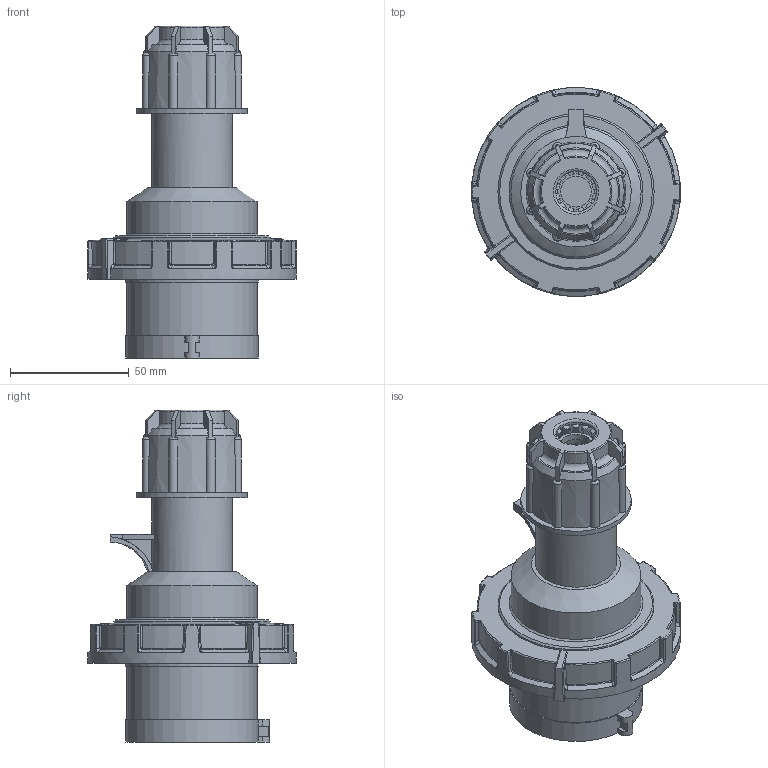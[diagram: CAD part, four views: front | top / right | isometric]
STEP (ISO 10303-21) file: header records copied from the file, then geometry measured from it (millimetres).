
FILE_DESCRIPTION (( 'STEP AP203' ), '1' );
FILE_NAME ('ps-0152-16-380.ÃÌ Âèëêà ïåðåíîñíàÿ 0152 3Ð+ÐÅ+N 16À 380Â IP67 EKF PROxima.STEP', '2025-10-24T08:13:25', ( '' ), ( '' ), 'SwSTEP 2.0', 'SolidWorks 2021', '' );
FILE_SCHEMA (( 'CONFIG_CONTROL_DESIGN' ));
Length unit declared in the file: millimetre
Products named in the file (8): ps-0152-16-380.ÃÌ Âèëêà ïåðåíîñíàÿ 0152 3Ð+ÐÅ+N 16À 380Â IP67 EKF PROxima; Êîïèÿ Çàæèìíàÿ ãàéêà^ps-0152-16-380.ÃÌ Âèëêà ïåðåíîñíàÿ 0152 3Ð+ÐÅ+N 16À 380Â IP67 EKF PROxima_00; Êîïèÿ êîðïóñ^ps-0152-16-380.ÃÌ Âèëêà ïåðåíîñíàÿ 0152 3Ð+ÐÅ+N 16À 380Â IP67 EKF PROxima_00; Êîïèÿ çàæèì^ps-0152-16-380.ÃÌ Âèëêà ïåðåíîñíàÿ 0152 3Ð+ÐÅ+N 16À 380Â IP67 EKF PROxima_00; Êîïèÿ çàùèòíîå êîëüöî^ps-0152-16-380.ÃÌ Âèëêà ïåðåíîñíàÿ 0152 3Ð+ÐÅ+N 16À 380Â IP67 EKF PROxima; Êîïèÿ ïðîêëàäêà ñàëüíèêà^ps-0152-16-380.ÃÌ Âèëêà ïåðåíîñíàÿ 0152 3Ð+ÐÅ+N 16À 380Â IP67 EKF PROxima_00; Êîïèÿ êðóãëàÿ ïðîêëàäêà^ps-0152-16-380.ÃÌ Âèëêà ïåðåíîñíàÿ 0152 3Ð+ÐÅ+N 16À 380Â IP67 EKF PROxima_00; Êîïèÿ âèëêà íîâîãî ïîêîëåíèÿ^ps-0152-16-380.ÃÌ Âèëêà ïåðåíîñíàÿ 0152 3Ð+ÐÅ+N 16À 380Â IP67 EKF PROxima_00
Assembly tree (7 placements, depth 2):
  ps-0152-16-380.ÃÌ Âèëêà ïåðåíîñíàÿ 0152 3Ð+ÐÅ+N 16À 380Â IP67 EKF PROxima
    Êîïèÿ êîðïóñ^ps-0152-16-380.ÃÌ Âèëêà ïåðåíîñíàÿ 0152 3Ð+ÐÅ+N 16À 380Â IP67 EKF PROxima_00
    Êîïèÿ çàæèì^ps-0152-16-380.ÃÌ Âèëêà ïåðåíîñíàÿ 0152 3Ð+ÐÅ+N 16À 380Â IP67 EKF PROxima_00
    Êîïèÿ Çàæèìíàÿ ãàéêà^ps-0152-16-380.ÃÌ Âèëêà ïåðåíîñíàÿ 0152 3Ð+ÐÅ+N 16À 380Â IP67 EKF PROxima_00
    Êîïèÿ ïðîêëàäêà ñàëüíèêà^ps-0152-16-380.ÃÌ Âèëêà ïåðåíîñíàÿ 0152 3Ð+ÐÅ+N 16À 380Â IP67 EKF PROxima_00
    Êîïèÿ çàùèòíîå êîëüöî^ps-0152-16-380.ÃÌ Âèëêà ïåðåíîñíàÿ 0152 3Ð+ÐÅ+N 16À 380Â IP67 EKF PROxima
    Êîïèÿ âèëêà íîâîãî ïîêîëåíèÿ^ps-0152-16-380.ÃÌ Âèëêà ïåðåíîñíàÿ 0152 3Ð+ÐÅ+N 16À 380Â IP67 EKF PROxima_00
    Êîïèÿ êðóãëàÿ ïðîêëàäêà^ps-0152-16-380.ÃÌ Âèëêà ïåðåíîñíàÿ 0152 3Ð+ÐÅ+N 16À 380Â IP67 EKF PROxima_00
Bounding box: 87.98 x 87.91 x 139.75 mm (x, y, z)
Volume: 157121.7 mm3; surface area: 89329.2 mm2
Topology: 7 solids, 7 shells, 606 faces, 1537 edges, 947 vertices
Faces by surface type: plane 221, bspline 135, cylinder 109, torus 67, cone 56, sphere 18
Full cylindrical faces by diameter (mm): 5 x4, 7 x1, 10 x4, 13 x1, 15.5 x1, 17.15 x1, 22.25 x1, 25.5 x1, 26.5 x1, 28.5 x2, 30 x1, 30.5 x1, 30.75 x1, 34 x1, 37.5 x1, 38.25 x1, 46.5 x1, 51 x1, 54.85 x1, 55 x1, 55.6 x1, 55.65 x1, 56 x1, 64.25 x2, 65.75 x2, 77 x1
Entity records: 22277 total; most frequent: CARTESIAN_POINT 8528, ORIENTED_EDGE 2876, DIRECTION 2394, EDGE_CURVE 1438, AXIS2_PLACEMENT_3D 1018, VERTEX_POINT 929, EDGE_LOOP 701, FACE_OUTER_BOUND 647
